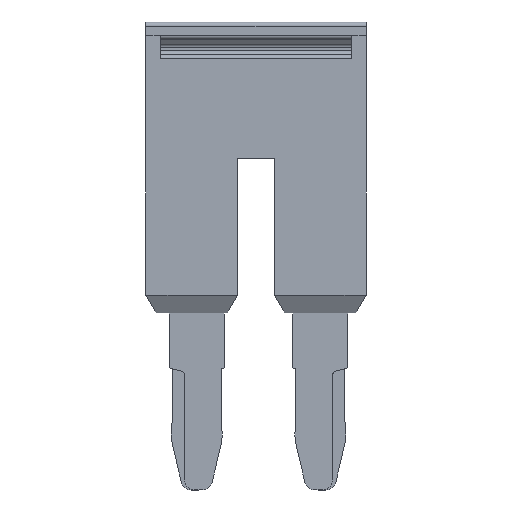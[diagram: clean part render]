
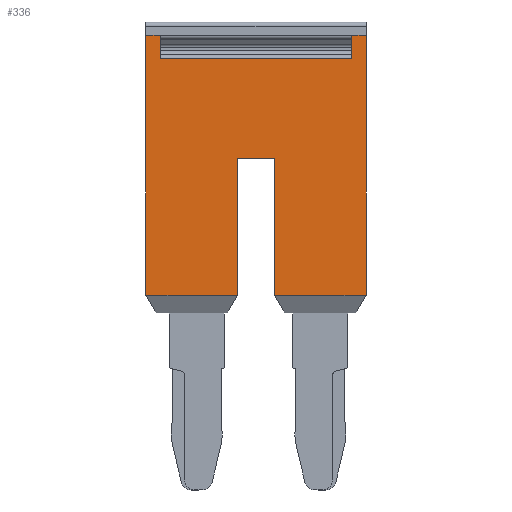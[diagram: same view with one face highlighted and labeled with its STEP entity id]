
A CAD part, front view. The second image highlights one B-rep face of the part: STEP entity #336.
In plain terms, the highlighted planar face has unit normal (0, -1, 0).
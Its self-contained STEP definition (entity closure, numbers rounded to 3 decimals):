
#336=ADVANCED_FACE('',(#1228),#1230,.T.);
#1228=FACE_BOUND('',#1229,.T.);
#1229=EDGE_LOOP('',(#1922,#1923,#1924,#1925,#1926,#1927,#1928,#1929,#1930,#1931,
#1932,#1933));
#1230=PLANE('',#1231);
#1231=AXIS2_PLACEMENT_3D('',#1232,#1233,#1234);
#1232=CARTESIAN_POINT('',(47.075,-16.607,3.839));
#1233=DIRECTION('',(0.,-1.,0.));
#1234=DIRECTION('',(1.,0.,0.));
#1922=ORIENTED_EDGE('',*,*,#2387,.F.);
#1923=ORIENTED_EDGE('',*,*,#2386,.T.);
#1924=ORIENTED_EDGE('',*,*,#2428,.T.);
#1925=ORIENTED_EDGE('',*,*,#2375,.F.);
#1926=ORIENTED_EDGE('',*,*,#2429,.F.);
#1927=ORIENTED_EDGE('',*,*,#2430,.T.);
#1928=ORIENTED_EDGE('',*,*,#2431,.F.);
#1929=ORIENTED_EDGE('',*,*,#2432,.F.);
#1930=ORIENTED_EDGE('',*,*,#2433,.F.);
#1931=ORIENTED_EDGE('',*,*,#2395,.T.);
#1932=ORIENTED_EDGE('',*,*,#2434,.F.);
#1933=ORIENTED_EDGE('',*,*,#2389,.F.);
#2375=EDGE_CURVE('',#2703,#2704,#2705,.T.);
#2386=EDGE_CURVE('',#2719,#2721,#2723,.T.);
#2387=EDGE_CURVE('',#2719,#2724,#2725,.T.);
#2389=EDGE_CURVE('',#2724,#2727,#2728,.T.);
#2395=EDGE_CURVE('',#2737,#2735,#2738,.T.);
#2428=EDGE_CURVE('',#2721,#2704,#2787,.T.);
#2429=EDGE_CURVE('',#2788,#2703,#2789,.T.);
#2430=EDGE_CURVE('',#2788,#2790,#2791,.T.);
#2431=EDGE_CURVE('',#2792,#2790,#2793,.T.);
#2432=EDGE_CURVE('',#2794,#2792,#2795,.T.);
#2433=EDGE_CURVE('',#2737,#2794,#2796,.T.);
#2434=EDGE_CURVE('',#2727,#2735,#2797,.T.);
#2703=VERTEX_POINT('',#3279);
#2704=VERTEX_POINT('',#3280);
#2705=LINE('',#3281,#3282);
#2719=VERTEX_POINT('',#3315);
#2721=VERTEX_POINT('',#3319);
#2723=LINE('',#3323,#3324);
#2724=VERTEX_POINT('',#3326);
#2725=LINE('',#3327,#3328);
#2727=VERTEX_POINT('',#3333);
#2728=LINE('',#3334,#3335);
#2735=VERTEX_POINT('',#3351);
#2737=VERTEX_POINT('',#3355);
#2738=LINE('',#3356,#3357);
#2787=LINE('',#3478,#3479);
#2788=VERTEX_POINT('',#3481);
#2789=LINE('',#3482,#3483);
#2790=VERTEX_POINT('',#3485);
#2791=LINE('',#3486,#3487);
#2792=VERTEX_POINT('',#3489);
#2793=LINE('',#3490,#3491);
#2794=VERTEX_POINT('',#3493);
#2795=LINE('',#3494,#3495);
#2796=LINE('',#3497,#3498);
#2797=LINE('',#3500,#3501);
#3279=CARTESIAN_POINT('',(1.85,-16.607,4.979));
#3280=CARTESIAN_POINT('',(1.85,-16.607,-7.795));
#3281=CARTESIAN_POINT('',(1.85,-16.607,4.979));
#3282=VECTOR('',#3283,1.);
#3283=DIRECTION('',(0.,0.,-1.));
#3315=CARTESIAN_POINT('',(-2.65,-16.607,-1.061));
#3319=CARTESIAN_POINT('',(-2.65,-16.607,-7.795));
#3323=CARTESIAN_POINT('',(-2.65,-16.607,-1.061));
#3324=VECTOR('',#3325,1.);
#3325=DIRECTION('',(0.,0.,-1.));
#3326=CARTESIAN_POINT('',(-4.475,-16.607,-1.061));
#3327=CARTESIAN_POINT('',(-2.65,-16.607,-1.061));
#3328=VECTOR('',#3329,1.);
#3329=DIRECTION('',(-1.,0.,0.));
#3333=CARTESIAN_POINT('',(-4.475,-16.607,-7.795));
#3334=CARTESIAN_POINT('',(-4.475,-16.607,-1.061));
#3335=VECTOR('',#3336,1.);
#3336=DIRECTION('',(0.,0.,-1.));
#3351=CARTESIAN_POINT('',(-8.975,-16.607,-7.795));
#3355=CARTESIAN_POINT('',(-8.975,-16.607,4.979));
#3356=CARTESIAN_POINT('',(-8.975,-16.607,4.979));
#3357=VECTOR('',#3358,1.);
#3358=DIRECTION('',(0.,0.,-1.));
#3478=CARTESIAN_POINT('',(-2.65,-16.607,-7.795));
#3479=VECTOR('',#3480,1.);
#3480=DIRECTION('',(1.,0.,0.));
#3481=CARTESIAN_POINT('',(1.15,-16.607,4.979));
#3482=CARTESIAN_POINT('',(1.15,-16.607,4.979));
#3483=VECTOR('',#3484,1.);
#3484=DIRECTION('',(1.,0.,0.));
#3485=CARTESIAN_POINT('',(1.15,-16.607,3.839));
#3486=CARTESIAN_POINT('',(1.15,-16.607,4.979));
#3487=VECTOR('',#3488,1.);
#3488=DIRECTION('',(0.,0.,-1.));
#3489=CARTESIAN_POINT('',(-8.275,-16.607,3.839));
#3490=CARTESIAN_POINT('',(-8.275,-16.607,3.839));
#3491=VECTOR('',#3492,1.);
#3492=DIRECTION('',(1.,0.,0.));
#3493=CARTESIAN_POINT('',(-8.275,-16.607,4.979));
#3494=CARTESIAN_POINT('',(-8.275,-16.607,4.979));
#3495=VECTOR('',#3496,1.);
#3496=DIRECTION('',(0.,0.,-1.));
#3497=CARTESIAN_POINT('',(-8.975,-16.607,4.979));
#3498=VECTOR('',#3499,1.);
#3499=DIRECTION('',(1.,0.,0.));
#3500=CARTESIAN_POINT('',(-4.475,-16.607,-7.795));
#3501=VECTOR('',#3502,1.);
#3502=DIRECTION('',(-1.,0.,0.));
